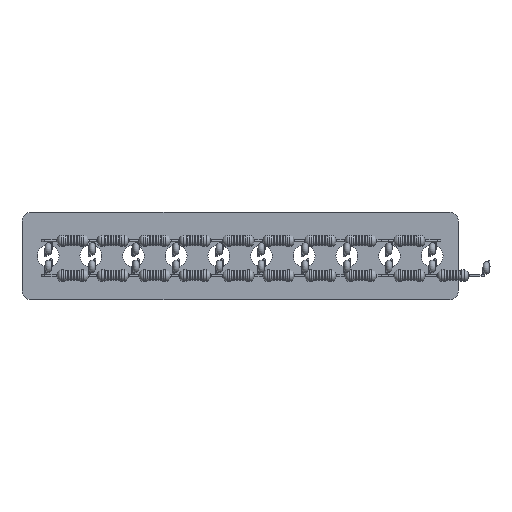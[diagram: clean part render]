
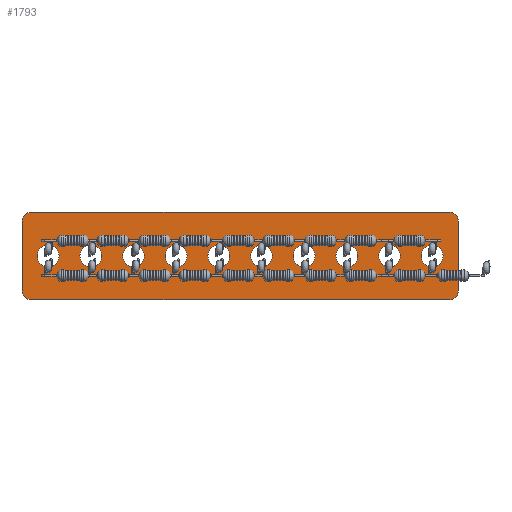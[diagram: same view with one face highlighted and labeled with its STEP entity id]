
A CAD part, top view. The second image highlights one B-rep face of the part: STEP entity #1793.
In plain terms, the highlighted planar face has unit normal (0, 0, 1).
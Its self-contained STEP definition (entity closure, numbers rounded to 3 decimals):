
#274=FACE_BOUND('',#552,.T.);
#275=FACE_BOUND('',#553,.T.);
#276=FACE_BOUND('',#554,.T.);
#277=FACE_BOUND('',#555,.T.);
#278=FACE_BOUND('',#556,.T.);
#279=FACE_BOUND('',#557,.T.);
#280=FACE_BOUND('',#558,.T.);
#281=FACE_BOUND('',#559,.T.);
#282=FACE_BOUND('',#560,.T.);
#283=FACE_BOUND('',#561,.T.);
#336=PLANE('',#1988);
#441=FACE_OUTER_BOUND('',#551,.T.);
#551=EDGE_LOOP('',(#1566,#1567,#1568,#1569,#1570,#1571,#1572,#1573));
#552=EDGE_LOOP('',(#1574));
#553=EDGE_LOOP('',(#1575));
#554=EDGE_LOOP('',(#1576));
#555=EDGE_LOOP('',(#1577));
#556=EDGE_LOOP('',(#1578));
#557=EDGE_LOOP('',(#1579));
#558=EDGE_LOOP('',(#1580));
#559=EDGE_LOOP('',(#1581));
#560=EDGE_LOOP('',(#1582));
#561=EDGE_LOOP('',(#1583));
#620=LINE('',#6993,#675);
#623=LINE('',#6999,#678);
#624=LINE('',#7003,#679);
#625=LINE('',#7007,#680);
#675=VECTOR('',#2407,10.);
#678=VECTOR('',#2412,10.);
#679=VECTOR('',#2415,10.);
#680=VECTOR('',#2418,10.);
#774=CIRCLE('',#1955,6.25);
#776=CIRCLE('',#1958,6.25);
#778=CIRCLE('',#1961,6.25);
#780=CIRCLE('',#1964,6.25);
#782=CIRCLE('',#1967,6.25);
#784=CIRCLE('',#1970,6.25);
#786=CIRCLE('',#1973,6.25);
#788=CIRCLE('',#1976,6.25);
#790=CIRCLE('',#1979,6.25);
#792=CIRCLE('',#1982,6.25);
#794=CIRCLE('',#1985,5.);
#796=CIRCLE('',#1989,5.);
#797=CIRCLE('',#1990,5.);
#798=CIRCLE('',#1991,5.);
#906=VERTEX_POINT('',#6923);
#908=VERTEX_POINT('',#6929);
#910=VERTEX_POINT('',#6935);
#912=VERTEX_POINT('',#6941);
#914=VERTEX_POINT('',#6947);
#916=VERTEX_POINT('',#6953);
#918=VERTEX_POINT('',#6959);
#920=VERTEX_POINT('',#6965);
#922=VERTEX_POINT('',#6971);
#924=VERTEX_POINT('',#6977);
#926=VERTEX_POINT('',#6983);
#927=VERTEX_POINT('',#6984);
#930=VERTEX_POINT('',#6992);
#932=VERTEX_POINT('',#6998);
#933=VERTEX_POINT('',#7000);
#934=VERTEX_POINT('',#7002);
#935=VERTEX_POINT('',#7004);
#936=VERTEX_POINT('',#7006);
#1116=EDGE_CURVE('',#906,#906,#774,.T.);
#1119=EDGE_CURVE('',#908,#908,#776,.T.);
#1122=EDGE_CURVE('',#910,#910,#778,.T.);
#1125=EDGE_CURVE('',#912,#912,#780,.T.);
#1128=EDGE_CURVE('',#914,#914,#782,.T.);
#1131=EDGE_CURVE('',#916,#916,#784,.T.);
#1134=EDGE_CURVE('',#918,#918,#786,.T.);
#1137=EDGE_CURVE('',#920,#920,#788,.T.);
#1140=EDGE_CURVE('',#922,#922,#790,.T.);
#1143=EDGE_CURVE('',#924,#924,#792,.T.);
#1146=EDGE_CURVE('',#926,#927,#794,.T.);
#1150=EDGE_CURVE('',#930,#927,#620,.T.);
#1153=EDGE_CURVE('',#926,#932,#623,.T.);
#1154=EDGE_CURVE('',#933,#932,#796,.T.);
#1155=EDGE_CURVE('',#933,#934,#624,.T.);
#1156=EDGE_CURVE('',#935,#934,#797,.T.);
#1157=EDGE_CURVE('',#935,#936,#625,.T.);
#1158=EDGE_CURVE('',#930,#936,#798,.T.);
#1566=ORIENTED_EDGE('',*,*,#1146,.F.);
#1567=ORIENTED_EDGE('',*,*,#1153,.T.);
#1568=ORIENTED_EDGE('',*,*,#1154,.F.);
#1569=ORIENTED_EDGE('',*,*,#1155,.T.);
#1570=ORIENTED_EDGE('',*,*,#1156,.F.);
#1571=ORIENTED_EDGE('',*,*,#1157,.T.);
#1572=ORIENTED_EDGE('',*,*,#1158,.F.);
#1573=ORIENTED_EDGE('',*,*,#1150,.T.);
#1574=ORIENTED_EDGE('',*,*,#1116,.T.);
#1575=ORIENTED_EDGE('',*,*,#1119,.T.);
#1576=ORIENTED_EDGE('',*,*,#1122,.T.);
#1577=ORIENTED_EDGE('',*,*,#1125,.T.);
#1578=ORIENTED_EDGE('',*,*,#1128,.T.);
#1579=ORIENTED_EDGE('',*,*,#1131,.T.);
#1580=ORIENTED_EDGE('',*,*,#1134,.T.);
#1581=ORIENTED_EDGE('',*,*,#1137,.T.);
#1582=ORIENTED_EDGE('',*,*,#1140,.T.);
#1583=ORIENTED_EDGE('',*,*,#1143,.T.);
#1793=ADVANCED_FACE('',(#441,#274,#275,#276,#277,#278,#279,#280,#281,#282,
#283),#336,.T.);
#1955=AXIS2_PLACEMENT_3D('',#6924,#2329,#2330);
#1958=AXIS2_PLACEMENT_3D('',#6930,#2336,#2337);
#1961=AXIS2_PLACEMENT_3D('',#6936,#2343,#2344);
#1964=AXIS2_PLACEMENT_3D('',#6942,#2350,#2351);
#1967=AXIS2_PLACEMENT_3D('',#6948,#2357,#2358);
#1970=AXIS2_PLACEMENT_3D('',#6954,#2364,#2365);
#1973=AXIS2_PLACEMENT_3D('',#6960,#2371,#2372);
#1976=AXIS2_PLACEMENT_3D('',#6966,#2378,#2379);
#1979=AXIS2_PLACEMENT_3D('',#6972,#2385,#2386);
#1982=AXIS2_PLACEMENT_3D('',#6978,#2392,#2393);
#1985=AXIS2_PLACEMENT_3D('',#6985,#2399,#2400);
#1988=AXIS2_PLACEMENT_3D('',#6997,#2410,#2411);
#1989=AXIS2_PLACEMENT_3D('',#7001,#2413,#2414);
#1990=AXIS2_PLACEMENT_3D('',#7005,#2416,#2417);
#1991=AXIS2_PLACEMENT_3D('',#7008,#2419,#2420);
#2329=DIRECTION('center_axis',(0.,0.,-1.));
#2330=DIRECTION('ref_axis',(-1.,0.,0.));
#2336=DIRECTION('center_axis',(0.,0.,-1.));
#2337=DIRECTION('ref_axis',(-1.,0.,0.));
#2343=DIRECTION('center_axis',(0.,0.,-1.));
#2344=DIRECTION('ref_axis',(-1.,0.,0.));
#2350=DIRECTION('center_axis',(0.,0.,-1.));
#2351=DIRECTION('ref_axis',(-1.,0.,0.));
#2357=DIRECTION('center_axis',(0.,0.,-1.));
#2358=DIRECTION('ref_axis',(-1.,0.,0.));
#2364=DIRECTION('center_axis',(0.,0.,-1.));
#2365=DIRECTION('ref_axis',(-1.,0.,0.));
#2371=DIRECTION('center_axis',(0.,0.,-1.));
#2372=DIRECTION('ref_axis',(-1.,0.,0.));
#2378=DIRECTION('center_axis',(0.,0.,-1.));
#2379=DIRECTION('ref_axis',(-1.,0.,0.));
#2385=DIRECTION('center_axis',(0.,0.,-1.));
#2386=DIRECTION('ref_axis',(-1.,0.,0.));
#2392=DIRECTION('center_axis',(0.,0.,-1.));
#2393=DIRECTION('ref_axis',(-1.,0.,0.));
#2399=DIRECTION('center_axis',(0.,0.,-1.));
#2400=DIRECTION('ref_axis',(0.707,0.707,0.));
#2407=DIRECTION('',(0.,1.,0.));
#2410=DIRECTION('center_axis',(0.,0.,1.));
#2411=DIRECTION('ref_axis',(1.,0.,0.));
#2412=DIRECTION('',(-1.,0.,0.));
#2413=DIRECTION('center_axis',(0.,0.,-1.));
#2414=DIRECTION('ref_axis',(-0.707,0.707,0.));
#2415=DIRECTION('',(0.,-1.,0.));
#2416=DIRECTION('center_axis',(0.,0.,-1.));
#2417=DIRECTION('ref_axis',(-0.707,-0.707,0.));
#2418=DIRECTION('',(1.,0.,0.));
#2419=DIRECTION('center_axis',(0.,0.,-1.));
#2420=DIRECTION('ref_axis',(0.707,-0.707,0.));
#6923=CARTESIAN_POINT('',(142.361,0.,5.));
#6924=CARTESIAN_POINT('Origin',(136.111,0.,5.));
#6929=CARTESIAN_POINT('',(44.583,0.,5.));
#6930=CARTESIAN_POINT('Origin',(38.333,0.,5.));
#6935=CARTESIAN_POINT('',(-28.75,0.,5.));
#6936=CARTESIAN_POINT('Origin',(-35.,0.,5.));
#6941=CARTESIAN_POINT('',(69.028,0.,5.));
#6942=CARTESIAN_POINT('Origin',(62.778,0.,5.));
#6947=CARTESIAN_POINT('',(166.806,0.,5.));
#6948=CARTESIAN_POINT('Origin',(160.556,0.,5.));
#6953=CARTESIAN_POINT('',(117.917,0.,5.));
#6954=CARTESIAN_POINT('Origin',(111.667,0.,5.));
#6959=CARTESIAN_POINT('',(20.139,0.,5.));
#6960=CARTESIAN_POINT('Origin',(13.889,0.,5.));
#6965=CARTESIAN_POINT('',(-4.306,0.,5.));
#6966=CARTESIAN_POINT('Origin',(-10.556,0.,5.));
#6971=CARTESIAN_POINT('',(93.472,0.,5.));
#6972=CARTESIAN_POINT('Origin',(87.222,0.,5.));
#6977=CARTESIAN_POINT('',(191.25,0.,5.));
#6978=CARTESIAN_POINT('Origin',(185.,0.,5.));
#6983=CARTESIAN_POINT('',(195.,25.,5.));
#6984=CARTESIAN_POINT('',(200.,20.,5.));
#6985=CARTESIAN_POINT('Origin',(195.,20.,5.));
#6992=CARTESIAN_POINT('',(200.,-20.,5.));
#6993=CARTESIAN_POINT('',(200.,25.,5.));
#6997=CARTESIAN_POINT('Origin',(75.,0.,5.));
#6998=CARTESIAN_POINT('',(-45.,25.,5.));
#6999=CARTESIAN_POINT('',(-50.,25.,5.));
#7000=CARTESIAN_POINT('',(-50.,20.,5.));
#7001=CARTESIAN_POINT('Origin',(-45.,20.,5.));
#7002=CARTESIAN_POINT('',(-50.,-20.,5.));
#7003=CARTESIAN_POINT('',(-50.,-25.,5.));
#7004=CARTESIAN_POINT('',(-45.,-25.,5.));
#7005=CARTESIAN_POINT('Origin',(-45.,-20.,5.));
#7006=CARTESIAN_POINT('',(195.,-25.,5.));
#7007=CARTESIAN_POINT('',(200.,-25.,5.));
#7008=CARTESIAN_POINT('Origin',(195.,-20.,5.));
